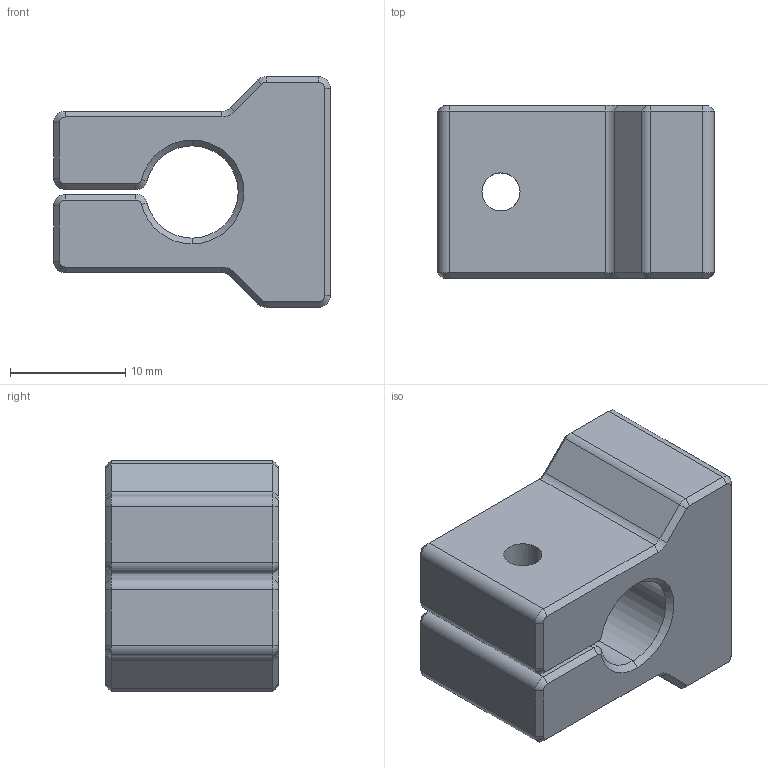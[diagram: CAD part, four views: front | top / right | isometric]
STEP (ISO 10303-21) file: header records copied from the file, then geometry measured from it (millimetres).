
FILE_DESCRIPTION (( 'STEP AP203' ), '1' );
FILE_NAME ('Z粣癹弇羲壽盓殤.STEP', '2021-08-11T11:47:58', ( '' ), ( '' ), 'SwSTEP 2.0', 'SolidWorks 2018', '' );
FILE_SCHEMA (( 'CONFIG_CONTROL_DESIGN' ));
Length unit declared in the file: millimetre
Products named in the file (1): Z粣癹弇羲壽盓殤
Bounding box: 24 x 15 x 20 mm (x, y, z)
Volume: 4613 mm3; surface area: 2649.7 mm2
Topology: 1 solids, 1 shells, 90 faces, 212 edges, 124 vertices
Faces by surface type: plane 37, cone 30, cylinder 23
Entity records: 2635 total; most frequent: DIRECTION 470, CARTESIAN_POINT 443, ORIENTED_EDGE 424, EDGE_CURVE 212, AXIS2_PLACEMENT_3D 169, LINE 132, VECTOR 132, VERTEX_POINT 124
